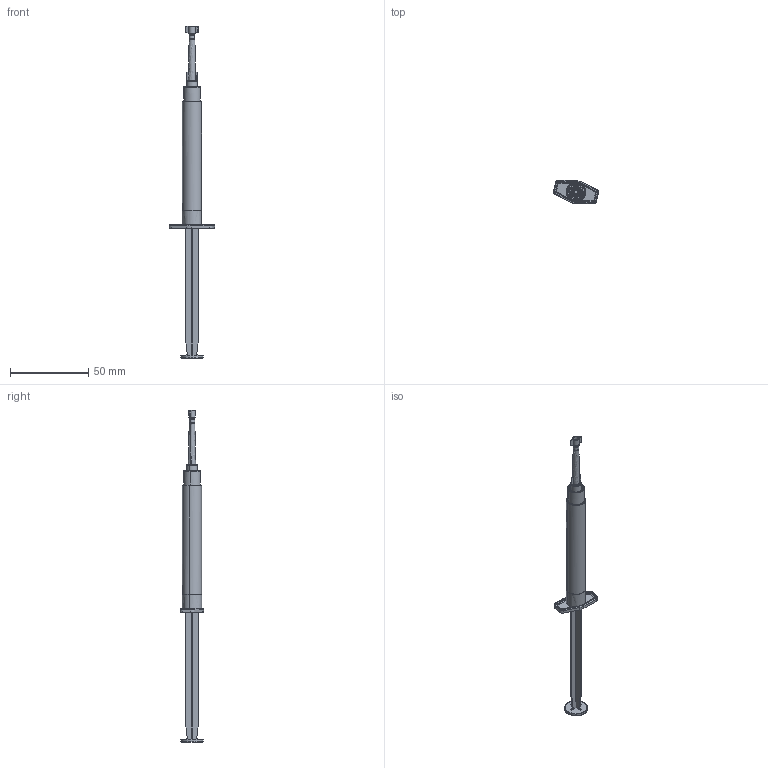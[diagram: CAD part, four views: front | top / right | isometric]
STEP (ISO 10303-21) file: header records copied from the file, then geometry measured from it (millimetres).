
FILE_DESCRIPTION(('FreeCAD Model'),'2;1');
FILE_NAME('Open CASCADE Shape Model','2025-04-29T13:17:40',('FreeCAD'),( 'FreeCAD'),'Open CASCADE STEP processor 7.6','FreeCAD','Unknown');
FILE_SCHEMA(('AUTOMOTIVE_DESIGN { 1 0 10303 214 1 1 1 1 }'));
Length unit declared in the file: millimetre
Products named in the file (1): Open CASCADE STEP translator 7.6 1
Bounding box: 28.92 x 15.07 x 212.27 mm (x, y, z)
Volume: 7738.1 mm3; surface area: 11811.4 mm2
Topology: 6 solids, 6 shells, 233 faces, 511 edges, 297 vertices
Faces by surface type: bspline 233
Entity records: 15811 total; most frequent: CARTESIAN_POINT 12579, ORIENTED_EDGE 1022, EDGE_CURVE 511, B_SPLINE_CURVE_WITH_KNOTS 465, VERTEX_POINT 297, FACE_BOUND 244, EDGE_LOOP 244, ADVANCED_FACE 233
